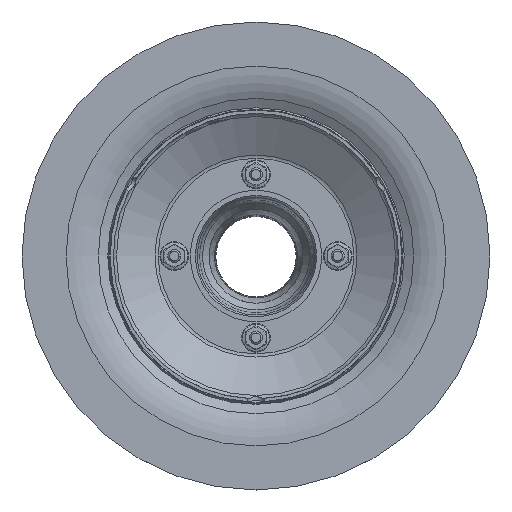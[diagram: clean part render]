
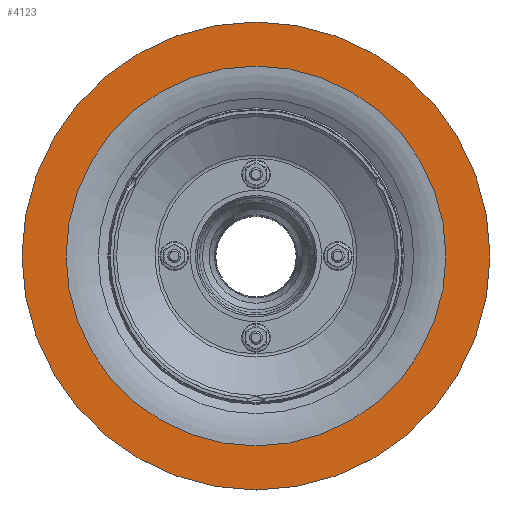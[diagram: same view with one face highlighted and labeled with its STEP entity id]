
A CAD part, top view. The second image highlights one B-rep face of the part: STEP entity #4123.
In plain terms, the highlighted planar face has unit normal (0, 0, 1).
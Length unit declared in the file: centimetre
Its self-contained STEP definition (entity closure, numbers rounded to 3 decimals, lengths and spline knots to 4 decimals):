
#49=FACE_BOUND('',#825,.T.);
#275=PLANE('',#4613);
#534=FACE_OUTER_BOUND('',#824,.T.);
#824=EDGE_LOOP('',(#3443));
#825=EDGE_LOOP('',(#3444));
#1450=CIRCLE('',#4584,146.);
#1467=CIRCLE('',#4611,118.5);
#1830=VERTEX_POINT('',#7579);
#1844=VERTEX_POINT('',#7624);
#2373=EDGE_CURVE('',#1830,#1830,#1450,.T.);
#2393=EDGE_CURVE('',#1844,#1844,#1467,.T.);
#3443=ORIENTED_EDGE('',*,*,#2373,.F.);
#3444=ORIENTED_EDGE('',*,*,#2393,.T.);
#4123=ADVANCED_FACE('',(#534,#49),#275,.T.);
#4584=AXIS2_PLACEMENT_3D('',#7581,#5695,#5696);
#4611=AXIS2_PLACEMENT_3D('',#7625,#5752,#5753);
#4613=AXIS2_PLACEMENT_3D('',#7627,#5756,#5757);
#5695=DIRECTION('center_axis',(0.,0.,-1.));
#5696=DIRECTION('ref_axis',(1.,0.,0.));
#5752=DIRECTION('center_axis',(0.,0.,-1.));
#5753=DIRECTION('ref_axis',(1.,0.,0.));
#5756=DIRECTION('center_axis',(0.,0.,1.));
#5757=DIRECTION('ref_axis',(0.,-1.,0.));
#7579=CARTESIAN_POINT('',(146.,0.,250.));
#7581=CARTESIAN_POINT('Origin',(0.,0.,250.));
#7624=CARTESIAN_POINT('',(0.,-118.5,250.));
#7625=CARTESIAN_POINT('Origin',(0.,0.,250.));
#7627=CARTESIAN_POINT('Origin',(-146.,0.,250.));
